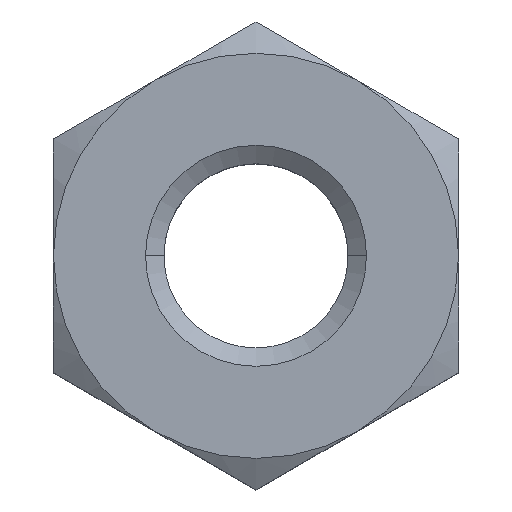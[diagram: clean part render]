
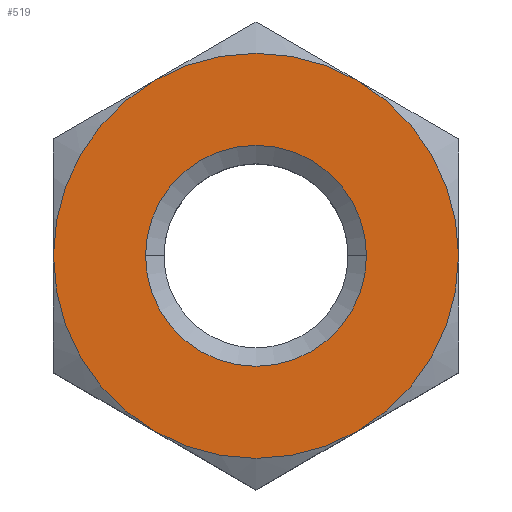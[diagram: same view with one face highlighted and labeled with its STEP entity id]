
A CAD part, top view. The second image highlights one B-rep face of the part: STEP entity #519.
In plain terms, the highlighted planar face has unit normal (0, 0, 1).
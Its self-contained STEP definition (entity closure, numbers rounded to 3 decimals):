
#5 = AXIS2_PLACEMENT_3D ( 'NONE', #735, #379, #588 ) ;
#6 = EDGE_CURVE ( 'NONE', #185, #754, #502, .T. ) ;
#14 = DIRECTION ( 'NONE',  ( -1., 0., 0. ) ) ;
#38 = VERTEX_POINT ( 'NONE', #153 ) ;
#44 = FACE_BOUND ( 'NONE', #605, .T. ) ;
#51 = DIRECTION ( 'NONE',  ( 0., 0., 1. ) ) ;
#54 = CARTESIAN_POINT ( 'NONE',  ( 0., 0., 0. ) ) ;
#55 = EDGE_LOOP ( 'NONE', ( #693, #221, #411, #364, #212, #369 ) ) ;
#59 = DIRECTION ( 'NONE',  ( 0., 0., 1. ) ) ;
#116 = DIRECTION ( 'NONE',  ( -1., 0., 0. ) ) ;
#122 = ORIENTED_EDGE ( 'NONE', *, *, #848, .F. ) ;
#127 = VERTEX_POINT ( 'NONE', #318 ) ;
#130 = CIRCLE ( 'NONE', #199, 2.75 ) ;
#138 = CARTESIAN_POINT ( 'NONE',  ( 2.75, 0., 0. ) ) ;
#153 = CARTESIAN_POINT ( 'NONE',  ( -1.375, 2.382, 0. ) ) ;
#158 = CIRCLE ( 'NONE', #504, 2.75 ) ;
#177 = DIRECTION ( 'NONE',  ( 0., 0., -1. ) ) ;
#183 = EDGE_CURVE ( 'NONE', #471, #185, #761, .T. ) ;
#185 = VERTEX_POINT ( 'NONE', #593 ) ;
#197 = EDGE_CURVE ( 'NONE', #38, #127, #130, .T. ) ;
#198 = CARTESIAN_POINT ( 'NONE',  ( -2.75, 0., 0. ) ) ;
#199 = AXIS2_PLACEMENT_3D ( 'NONE', #54, #375, #116 ) ;
#204 = CARTESIAN_POINT ( 'NONE',  ( 0., 0., 0. ) ) ;
#212 = ORIENTED_EDGE ( 'NONE', *, *, #770, .T. ) ;
#214 = CARTESIAN_POINT ( 'NONE',  ( 1.375, -2.382, 0. ) ) ;
#221 = ORIENTED_EDGE ( 'NONE', *, *, #6, .F. ) ;
#241 = AXIS2_PLACEMENT_3D ( 'NONE', #792, #309, #245 ) ;
#245 = DIRECTION ( 'NONE',  ( -1., 0., 0. ) ) ;
#263 = VERTEX_POINT ( 'NONE', #663 ) ;
#280 = DIRECTION ( 'NONE',  ( 1., 0., 0. ) ) ;
#299 = AXIS2_PLACEMENT_3D ( 'NONE', #377, #660, #791 ) ;
#309 = DIRECTION ( 'NONE',  ( 0., 0., -1. ) ) ;
#318 = CARTESIAN_POINT ( 'NONE',  ( 1.375, 2.382, 0. ) ) ;
#346 = EDGE_CURVE ( 'NONE', #690, #263, #557, .T. ) ;
#349 = CARTESIAN_POINT ( 'NONE',  ( 0., 0., 0. ) ) ;
#364 = ORIENTED_EDGE ( 'NONE', *, *, #623, .F. ) ;
#369 = ORIENTED_EDGE ( 'NONE', *, *, #197, .F. ) ;
#375 = DIRECTION ( 'NONE',  ( 0., 0., -1. ) ) ;
#377 = CARTESIAN_POINT ( 'NONE',  ( 0., 3.175, 0. ) ) ;
#379 = DIRECTION ( 'NONE',  ( 0., 0., -1. ) ) ;
#411 = ORIENTED_EDGE ( 'NONE', *, *, #183, .F. ) ;
#458 = CIRCLE ( 'NONE', #5, 2.75 ) ;
#471 = VERTEX_POINT ( 'NONE', #214 ) ;
#474 = AXIS2_PLACEMENT_3D ( 'NONE', #520, #177, #669 ) ;
#475 = CARTESIAN_POINT ( 'NONE',  ( 0., 0., 0. ) ) ;
#502 = CIRCLE ( 'NONE', #750, 2.75 ) ;
#504 = AXIS2_PLACEMENT_3D ( 'NONE', #475, #59, #530 ) ;
#519 = ADVANCED_FACE ( 'NONE', ( #44, #799 ), #723, .F. ) ;
#520 = CARTESIAN_POINT ( 'NONE',  ( 0., 0., 0. ) ) ;
#530 = DIRECTION ( 'NONE',  ( 1., 0., 0. ) ) ;
#535 = DIRECTION ( 'NONE',  ( 1., 0., 0. ) ) ;
#557 = CIRCLE ( 'NONE', #573, 1.5 ) ;
#573 = AXIS2_PLACEMENT_3D ( 'NONE', #204, #827, #280 ) ;
#586 = EDGE_CURVE ( 'NONE', #754, #38, #458, .T. ) ;
#588 = DIRECTION ( 'NONE',  ( -1., 0., 0. ) ) ;
#593 = CARTESIAN_POINT ( 'NONE',  ( -1.375, -2.382, 0. ) ) ;
#597 = ORIENTED_EDGE ( 'NONE', *, *, #346, .F. ) ;
#605 = EDGE_LOOP ( 'NONE', ( #597, #122 ) ) ;
#623 = EDGE_CURVE ( 'NONE', #676, #471, #697, .T. ) ;
#632 = DIRECTION ( 'NONE',  ( 0., 0., -1. ) ) ;
#660 = DIRECTION ( 'NONE',  ( 0., 0., -1. ) ) ;
#663 = CARTESIAN_POINT ( 'NONE',  ( -1.5, 0., 0. ) ) ;
#664 = CARTESIAN_POINT ( 'NONE',  ( 0., 0., 0. ) ) ;
#669 = DIRECTION ( 'NONE',  ( -1., 0., 0. ) ) ;
#676 = VERTEX_POINT ( 'NONE', #138 ) ;
#690 = VERTEX_POINT ( 'NONE', #746 ) ;
#693 = ORIENTED_EDGE ( 'NONE', *, *, #586, .F. ) ;
#697 = CIRCLE ( 'NONE', #474, 2.75 ) ;
#723 = PLANE ( 'NONE',  #299 ) ;
#735 = CARTESIAN_POINT ( 'NONE',  ( 0., 0., 0. ) ) ;
#746 = CARTESIAN_POINT ( 'NONE',  ( 1.5, 0., 0. ) ) ;
#750 = AXIS2_PLACEMENT_3D ( 'NONE', #349, #632, #14 ) ;
#754 = VERTEX_POINT ( 'NONE', #198 ) ;
#759 = AXIS2_PLACEMENT_3D ( 'NONE', #664, #51, #535 ) ;
#761 = CIRCLE ( 'NONE', #241, 2.75 ) ;
#762 = CIRCLE ( 'NONE', #759, 1.5 ) ;
#770 = EDGE_CURVE ( 'NONE', #676, #127, #158, .T. ) ;
#791 = DIRECTION ( 'NONE',  ( -1., 0., 0. ) ) ;
#792 = CARTESIAN_POINT ( 'NONE',  ( 0., 0., 0. ) ) ;
#799 = FACE_OUTER_BOUND ( 'NONE', #55, .T. ) ;
#827 = DIRECTION ( 'NONE',  ( 0., 0., 1. ) ) ;
#848 = EDGE_CURVE ( 'NONE', #263, #690, #762, .T. ) ;
